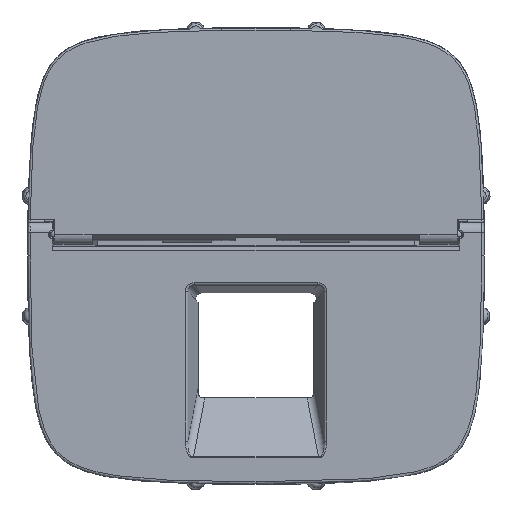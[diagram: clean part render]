
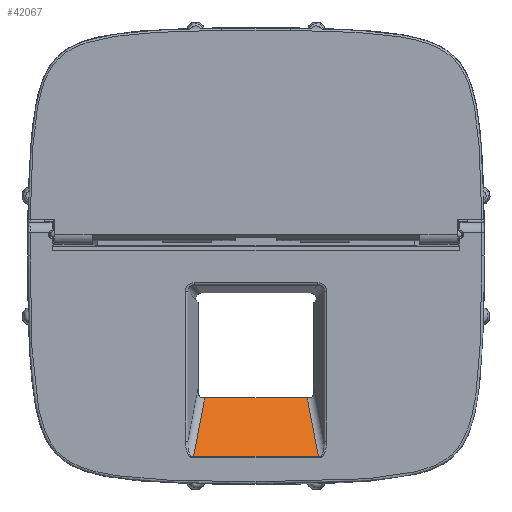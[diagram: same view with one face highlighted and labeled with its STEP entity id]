
A CAD part, top view. The second image highlights one B-rep face of the part: STEP entity #42067.
In plain terms, the highlighted planar face has unit normal (0, 0.463, 0.887).
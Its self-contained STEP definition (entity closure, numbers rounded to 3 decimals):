
#42048=AXIS2_PLACEMENT_3D('Plane Axis2P3D',#42045,#42046,#42047) ;
#7276=CARTESIAN_POINT('Vertex',(-5.959,-16.5,7.6)) ;
#7944=CARTESIAN_POINT('Line Origine',(-7.605,-16.5,7.6)) ;
#7948=CARTESIAN_POINT('Vertex',(0.,-16.5,7.6)) ;
#7951=CARTESIAN_POINT('Line Origine',(-7.605,-16.5,7.6)) ;
#7955=CARTESIAN_POINT('Vertex',(5.959,-16.5,7.6)) ;
#25418=CARTESIAN_POINT('Vertex',(-7.256,-23.335,11.166)) ;
#25485=CARTESIAN_POINT('Vertex',(7.256,-23.335,11.166)) ;
#25488=CARTESIAN_POINT('Line Origine',(4.533,-23.335,11.166)) ;
#42045=CARTESIAN_POINT('Axis2P3D Location',(6.7,-16.5,7.6)) ;
#42050=CARTESIAN_POINT('Line Origine',(6.607,-19.917,9.383)) ;
#42055=CARTESIAN_POINT('Line Origine',(-6.607,-19.917,9.383)) ;
#7945=DIRECTION('Vector Direction',(-1.,0.,0.)) ;
#7952=DIRECTION('Vector Direction',(-1.,0.,0.)) ;
#25489=DIRECTION('Vector Direction',(-1.,0.,0.)) ;
#42046=DIRECTION('Axis2P3D Direction',(-0.,-0.463,-0.887)) ;
#42047=DIRECTION('Axis2P3D XDirection',(0.,-0.887,0.463)) ;
#42051=DIRECTION('Vector Direction',(0.166,-0.874,0.456)) ;
#42056=DIRECTION('Vector Direction',(-0.166,-0.874,0.456)) ;
#7946=VECTOR('Line Direction',#7945,1.) ;
#7953=VECTOR('Line Direction',#7952,1.) ;
#25490=VECTOR('Line Direction',#25489,1.) ;
#42052=VECTOR('Line Direction',#42051,1.) ;
#42057=VECTOR('Line Direction',#42056,1.) ;
#42061=ORIENTED_EDGE('',*,*,#25492,.F.) ;
#42062=ORIENTED_EDGE('',*,*,#42054,.F.) ;
#42063=ORIENTED_EDGE('',*,*,#7957,.F.) ;
#42064=ORIENTED_EDGE('',*,*,#7950,.T.) ;
#42065=ORIENTED_EDGE('',*,*,#42059,.T.) ;
#42067=ADVANCED_FACE('PartBody',(#42066),#42049,.F.) ;
#7950=EDGE_CURVE('',#7949,#7277,#7947,.T.) ;
#7957=EDGE_CURVE('',#7949,#7956,#7954,.F.) ;
#25492=EDGE_CURVE('',#25486,#25419,#25491,.T.) ;
#42054=EDGE_CURVE('',#7956,#25486,#42053,.T.) ;
#42059=EDGE_CURVE('',#7277,#25419,#42058,.T.) ;
#42060=EDGE_LOOP('',(#42061,#42062,#42063,#42064,#42065)) ;
#42066=FACE_OUTER_BOUND('',#42060,.T.) ;
#7947=LINE('Line',#7944,#7946) ;
#7954=LINE('Line',#7951,#7953) ;
#25491=LINE('Line',#25488,#25490) ;
#42053=LINE('Line',#42050,#42052) ;
#42058=LINE('Line',#42055,#42057) ;
#42049=PLANE('',#42048) ;
#7277=VERTEX_POINT('',#7276) ;
#7949=VERTEX_POINT('',#7948) ;
#7956=VERTEX_POINT('',#7955) ;
#25419=VERTEX_POINT('',#25418) ;
#25486=VERTEX_POINT('',#25485) ;
